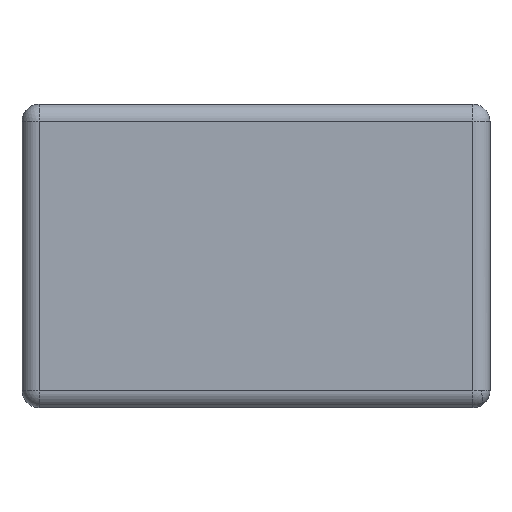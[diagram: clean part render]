
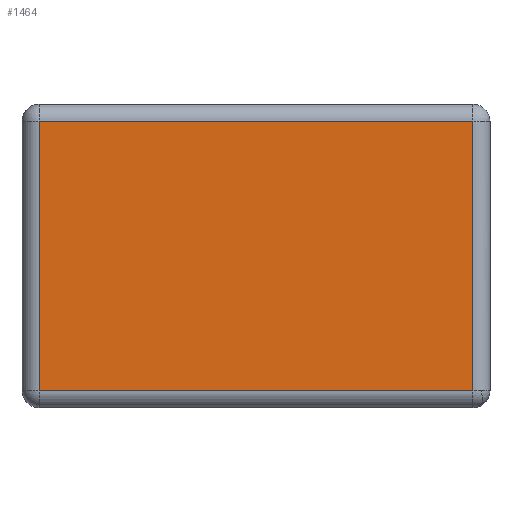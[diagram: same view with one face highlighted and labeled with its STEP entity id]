
A CAD part, left-side view. The second image highlights one B-rep face of the part: STEP entity #1464.
In plain terms, the highlighted planar face has unit normal (-1, 0, 0).
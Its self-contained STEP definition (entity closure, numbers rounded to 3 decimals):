
#1033=CARTESIAN_POINT('',(-1.715,-1.272,0.1));
#1034=VERTEX_POINT('',#1033);
#1077=CARTESIAN_POINT('',(-1.715,1.272,0.1));
#1078=VERTEX_POINT('',#1077);
#1138=CARTESIAN_POINT('',(-1.715,1.272,1.678));
#1139=VERTEX_POINT('',#1138);
#1182=CARTESIAN_POINT('',(-1.715,-1.272,1.678));
#1183=VERTEX_POINT('',#1182);
#1207=CARTESIAN_POINT('',(-1.715,1.272,1.678));
#1208=DIRECTION('',(0.0,-1.0,0.0));
#1209=VECTOR('',#1208,2.543);
#1210=LINE('',#1207,#1209);
#1211=EDGE_CURVE('',#1139,#1183,#1210,.T.);
#1229=CARTESIAN_POINT('',(-1.715,-1.272,1.678));
#1230=DIRECTION('',(0.0,0.0,-1.0));
#1231=VECTOR('',#1230,1.578);
#1232=LINE('',#1229,#1231);
#1233=EDGE_CURVE('',#1183,#1034,#1232,.T.);
#1291=CARTESIAN_POINT('',(-1.715,1.272,0.1));
#1292=DIRECTION('',(0.0,0.0,1.0));
#1293=VECTOR('',#1292,1.578);
#1294=LINE('',#1291,#1293);
#1295=EDGE_CURVE('',#1078,#1139,#1294,.T.);
#1378=CARTESIAN_POINT('',(-1.715,-1.272,0.1));
#1379=DIRECTION('',(0.0,1.0,0.0));
#1380=VECTOR('',#1379,2.543);
#1381=LINE('',#1378,#1380);
#1382=EDGE_CURVE('',#1034,#1078,#1381,.T.);
#1453=CARTESIAN_POINT('',(-1.715,-1.372,0.0));
#1454=DIRECTION('',(-1.0,0.0,0.0));
#1455=DIRECTION('',(0.0,0.0,1.0));
#1456=AXIS2_PLACEMENT_3D('',#1453,#1454,#1455);
#1457=PLANE('',#1456);
#1458=ORIENTED_EDGE('',*,*,#1211,.F.);
#1459=ORIENTED_EDGE('',*,*,#1295,.F.);
#1460=ORIENTED_EDGE('',*,*,#1382,.F.);
#1461=ORIENTED_EDGE('',*,*,#1233,.F.);
#1462=EDGE_LOOP('',(#1458,#1459,#1460,#1461));
#1463=FACE_OUTER_BOUND('',#1462,.T.);
#1464=ADVANCED_FACE('',(#1463),#1457,.T.);
